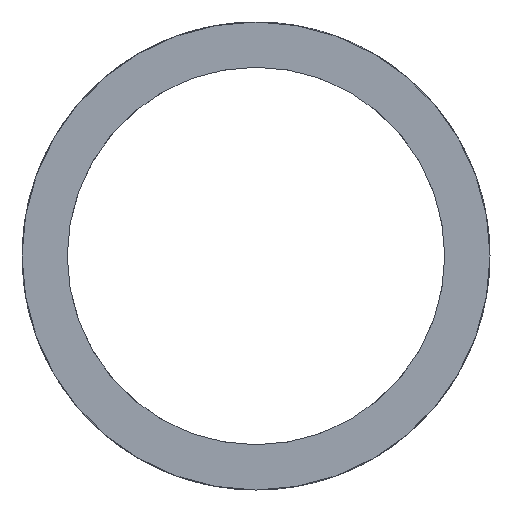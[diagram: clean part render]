
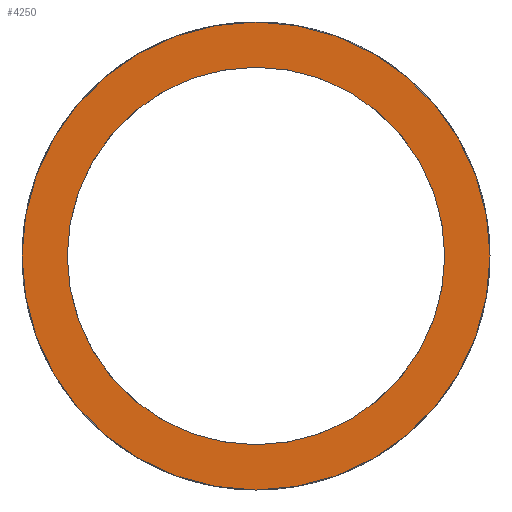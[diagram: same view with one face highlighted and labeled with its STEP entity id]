
A CAD part, front view. The second image highlights one B-rep face of the part: STEP entity #4250.
In plain terms, the highlighted planar face has unit normal (0, -1, 0).
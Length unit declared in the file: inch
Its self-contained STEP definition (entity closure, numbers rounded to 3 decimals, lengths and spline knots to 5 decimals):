
#48 = EDGE_CURVE ( 'NONE', #1126, #1195, #3159, .T. ) ;
#49 = EDGE_CURVE ( 'NONE', #1074, #2409, #3161, .T. ) ;
#247 = EDGE_CURVE ( 'NONE', #1195, #1126, #3338, .T. ) ;
#298 = EDGE_CURVE ( 'NONE', #2409, #1074, #3362, .T. ) ;
#321 = AXIS2_PLACEMENT_3D ( 'NONE', #4415, #4617, #4616 ) ;
#322 = AXIS2_PLACEMENT_3D ( 'NONE', #4412, #4604, #4600 ) ;
#333 = AXIS2_PLACEMENT_3D ( 'NONE', #1301, #1305, #1214 ) ;
#338 = AXIS2_PLACEMENT_3D ( 'NONE', #1666, #1665, #1664 ) ;
#435 = AXIS2_PLACEMENT_3D ( 'NONE', #1018, #1022, #1023 ) ;
#560 = CARTESIAN_POINT ( 'NONE',  ( 0., 0., 0.242 ) ) ;
#611 = CARTESIAN_POINT ( 'NONE',  ( 0., 0., -0.3 ) ) ;
#679 = CARTESIAN_POINT ( 'NONE',  ( 0., 0., 0.3 ) ) ;
#698 = CARTESIAN_POINT ( 'NONE',  ( 0., 0., -0.242 ) ) ;
#1016 = PLANE ( 'NONE',  #435 ) ;
#1018 = CARTESIAN_POINT ( 'NONE',  ( -0.61, 0., -0.61 ) ) ;
#1022 = DIRECTION ( 'NONE',  ( 0., 1., 0. ) ) ;
#1023 = DIRECTION ( 'NONE',  ( 0., 0., 1. ) ) ;
#1074 = VERTEX_POINT ( 'NONE', #560 ) ;
#1126 = VERTEX_POINT ( 'NONE', #611 ) ;
#1195 = VERTEX_POINT ( 'NONE', #679 ) ;
#1214 = DIRECTION ( 'NONE',  ( 0., 0., 1. ) ) ;
#1301 = CARTESIAN_POINT ( 'NONE',  ( 0., 0., 0. ) ) ;
#1305 = DIRECTION ( 'NONE',  ( 0., 1., 0. ) ) ;
#1664 = DIRECTION ( 'NONE',  ( 0., 0., 1. ) ) ;
#1665 = DIRECTION ( 'NONE',  ( 0., 1., 0. ) ) ;
#1666 = CARTESIAN_POINT ( 'NONE',  ( 0., 0., 0. ) ) ;
#2409 = VERTEX_POINT ( 'NONE', #698 ) ;
#3023 = ORIENTED_EDGE ( 'NONE', *, *, #48, .F. ) ;
#3024 = ORIENTED_EDGE ( 'NONE', *, *, #247, .F. ) ;
#3025 = ORIENTED_EDGE ( 'NONE', *, *, #298, .T. ) ;
#3026 = ORIENTED_EDGE ( 'NONE', *, *, #49, .T. ) ;
#3159 = CIRCLE ( 'NONE', #321, 0.3 ) ;
#3161 = CIRCLE ( 'NONE', #322, 0.242 ) ;
#3338 = CIRCLE ( 'NONE', #333, 0.3 ) ;
#3362 = CIRCLE ( 'NONE', #338, 0.242 ) ;
#3556 = FACE_OUTER_BOUND ( 'NONE', #3610, .T. ) ;
#3563 = FACE_BOUND ( 'NONE', #4312, .T. ) ;
#3610 = EDGE_LOOP ( 'NONE', ( #3023, #3024 ) ) ;
#4250 = ADVANCED_FACE ( 'NONE', ( #3556, #3563 ), #1016, .F. ) ;
#4312 = EDGE_LOOP ( 'NONE', ( #3025, #3026 ) ) ;
#4412 = CARTESIAN_POINT ( 'NONE',  ( 0., 0., 0. ) ) ;
#4415 = CARTESIAN_POINT ( 'NONE',  ( 0., 0., 0. ) ) ;
#4600 = DIRECTION ( 'NONE',  ( 0., 0., 1. ) ) ;
#4604 = DIRECTION ( 'NONE',  ( 0., 1., 0. ) ) ;
#4616 = DIRECTION ( 'NONE',  ( 0., 0., 1. ) ) ;
#4617 = DIRECTION ( 'NONE',  ( 0., 1., 0. ) ) ;
